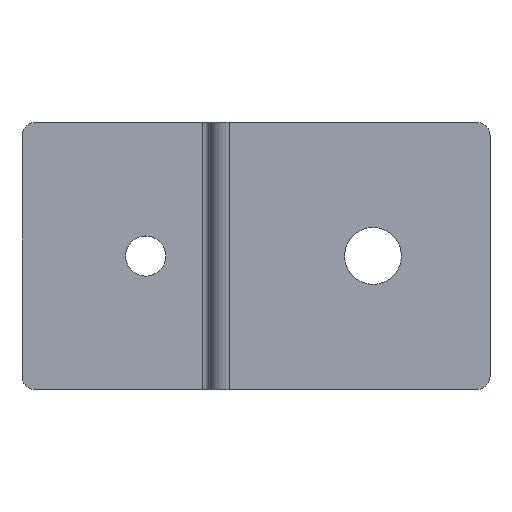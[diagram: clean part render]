
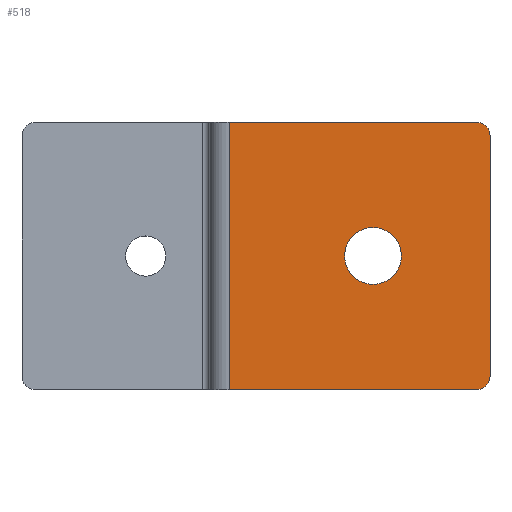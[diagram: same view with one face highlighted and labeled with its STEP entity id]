
A CAD part, top view. The second image highlights one B-rep face of the part: STEP entity #518.
In plain terms, the highlighted planar face has unit normal (0, 0, 1).
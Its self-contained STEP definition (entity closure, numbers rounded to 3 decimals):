
#113=CARTESIAN_POINT('',(-39.,22.0,0.));
#114=VERTEX_POINT('',#113);
#132=CARTESIAN_POINT('',(-39.,-18.0,0.));
#133=VERTEX_POINT('',#132);
#141=CARTESIAN_POINT('',(-39.,22.0,0.));
#142=DIRECTION('',(0.0,-1.0,0.0));
#143=VECTOR('',#142,40.0);
#144=LINE('',#141,#143);
#145=EDGE_CURVE('',#114,#133,#144,.T.);
#219=CARTESIAN_POINT('',(-21.75,2.0,0.0));
#220=VERTEX_POINT('',#219);
#246=CARTESIAN_POINT('',(-13.25,2.0,0.0));
#247=VERTEX_POINT('',#246);
#248=CARTESIAN_POINT('',(-17.5,2.0,0.0));
#249=DIRECTION('',(0.0,0.,1.0));
#250=DIRECTION('',(-1.0,0.0,0.0));
#251=AXIS2_PLACEMENT_3D('',#248,#249,#250);
#252=CIRCLE('',#251,4.25);
#253=EDGE_CURVE('',#220,#247,#252,.T.);
#255=CARTESIAN_POINT('',(-17.5,2.0,0.0));
#256=DIRECTION('',(0.0,0.,1.0));
#257=DIRECTION('',(-1.0,0.0,0.0));
#258=AXIS2_PLACEMENT_3D('',#255,#256,#257);
#259=CIRCLE('',#258,4.25);
#260=EDGE_CURVE('',#247,#220,#259,.T.);
#466=CARTESIAN_POINT('',(0.0,22.0,0.));
#467=DIRECTION('',(0.0,0.0,1.0));
#468=DIRECTION('',(-1.0,0.0,0.0));
#469=AXIS2_PLACEMENT_3D('',#466,#467,#468);
#470=PLANE('',#469);
#471=CARTESIAN_POINT('',(-2.0,22.0,0.));
#472=VERTEX_POINT('',#471);
#473=CARTESIAN_POINT('',(-2.0,22.0,0.));
#474=DIRECTION('',(-1.0,0.0,0.0));
#475=VECTOR('',#474,37.);
#476=LINE('',#473,#475);
#477=EDGE_CURVE('',#472,#114,#476,.T.);
#478=ORIENTED_EDGE('',*,*,#477,.T.);
#479=ORIENTED_EDGE('',*,*,#145,.T.);
#480=CARTESIAN_POINT('',(-2.0,-18.0,0.));
#481=VERTEX_POINT('',#480);
#482=CARTESIAN_POINT('',(-2.0,-18.0,0.));
#483=DIRECTION('',(-1.0,0.0,0.0));
#484=VECTOR('',#483,37.);
#485=LINE('',#482,#484);
#486=EDGE_CURVE('',#481,#133,#485,.T.);
#487=ORIENTED_EDGE('',*,*,#486,.F.);
#488=CARTESIAN_POINT('',(0.0,-16.0,0.));
#489=VERTEX_POINT('',#488);
#490=CARTESIAN_POINT('',(-2.0,-16.0,0.));
#491=DIRECTION('',(0.0,0.,-1.0));
#492=DIRECTION('',(1.0,0.0,0.0));
#493=AXIS2_PLACEMENT_3D('',#490,#491,#492);
#494=CIRCLE('',#493,2.0);
#495=EDGE_CURVE('',#489,#481,#494,.T.);
#496=ORIENTED_EDGE('',*,*,#495,.F.);
#497=CARTESIAN_POINT('',(0.0,20.0,0.));
#498=VERTEX_POINT('',#497);
#499=CARTESIAN_POINT('',(0.0,20.0,0.));
#500=DIRECTION('',(0.0,-1.0,0.0));
#501=VECTOR('',#500,36.0);
#502=LINE('',#499,#501);
#503=EDGE_CURVE('',#498,#489,#502,.T.);
#504=ORIENTED_EDGE('',*,*,#503,.F.);
#505=CARTESIAN_POINT('',(-2.0,20.0,0.));
#506=DIRECTION('',(0.0,0.,1.0));
#507=DIRECTION('',(1.0,0.0,0.0));
#508=AXIS2_PLACEMENT_3D('',#505,#506,#507);
#509=CIRCLE('',#508,2.0);
#510=EDGE_CURVE('',#498,#472,#509,.T.);
#511=ORIENTED_EDGE('',*,*,#510,.T.);
#512=EDGE_LOOP('',(#478,#479,#487,#496,#504,#511));
#513=FACE_OUTER_BOUND('',#512,.T.);
#514=ORIENTED_EDGE('',*,*,#260,.F.);
#515=ORIENTED_EDGE('',*,*,#253,.F.);
#516=EDGE_LOOP('',(#514,#515));
#517=FACE_BOUND('',#516,.T.);
#518=ADVANCED_FACE('',(#513,#517),#470,.T.);
